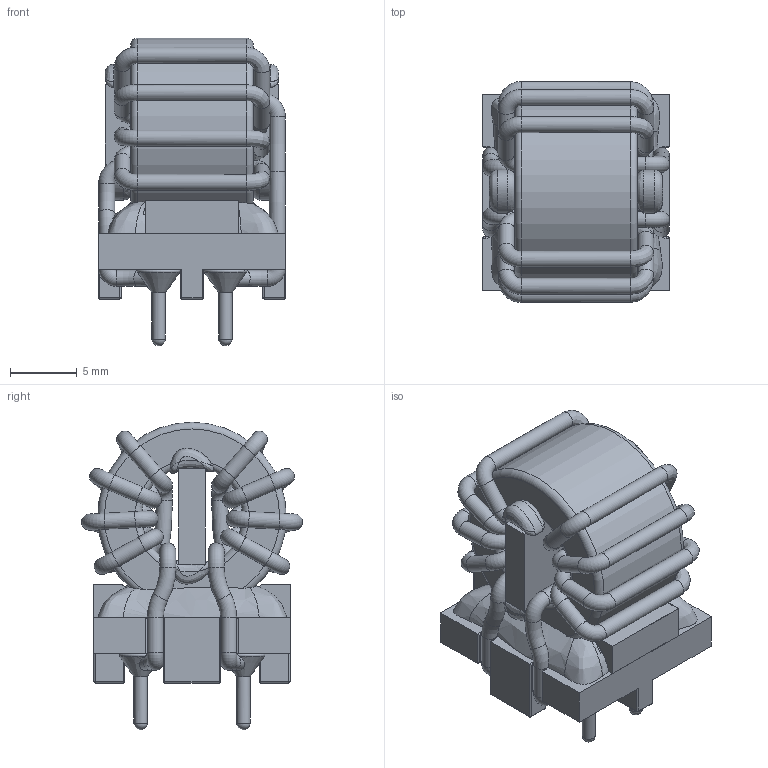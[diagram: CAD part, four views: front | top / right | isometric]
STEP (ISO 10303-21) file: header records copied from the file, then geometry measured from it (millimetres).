
FILE_DESCRIPTION(/* description */ ('Unknown'),/* implementation_level */ '2;1');
FILE_NAME(/* name */ 'L_Wurth_WE-CMBNiZn-S',/* time_stamp */ '2025-06-17T17:57:44+08:00',/* author */ ('Unknown'),/* organization */ ('Unknown'),/* preprocessor_version */ 'ST-DEVELOPER v19.4',/* originating_system */ 'Solid Edge',/* authorisation */ 'Unknown');
FILE_SCHEMA (('AUTOMOTIVE_DESIGN {1 0 10303 214 3 1 1}'));
Length unit declared in the file: millimetre
Products named in the file (2): L_Wurth_WE-CMBNiZn-S
Assembly tree (1 placements, depth 2):
  L_Wurth_WE-CMBNiZn-S
    L_Wurth_WE-CMBNiZn-S
Bounding box: 14 x 16.57 x 23.05 mm (x, y, z)
Volume: 2564.3 mm3; surface area: 3858.6 mm2
Topology: 13 solids, 14 shells, 413 faces, 998 edges, 569 vertices
Faces by surface type: cylinder 146, plane 98, torus 75, bspline 66, sphere 20, cone 8
Full cylindrical faces by diameter (mm): 1 x12, 1.2 x42, 7.55 x1, 14.15 x1
Entity records: 25418 total; most frequent: CARTESIAN_POINT 14854, ORIENTED_EDGE 1616, DIRECTION 1470, EDGE_CURVE 808, AXIS2_PLACEMENT_3D 601, VERTEX_POINT 543, EDGE_LOOP 535, FACE_BOUND 535
